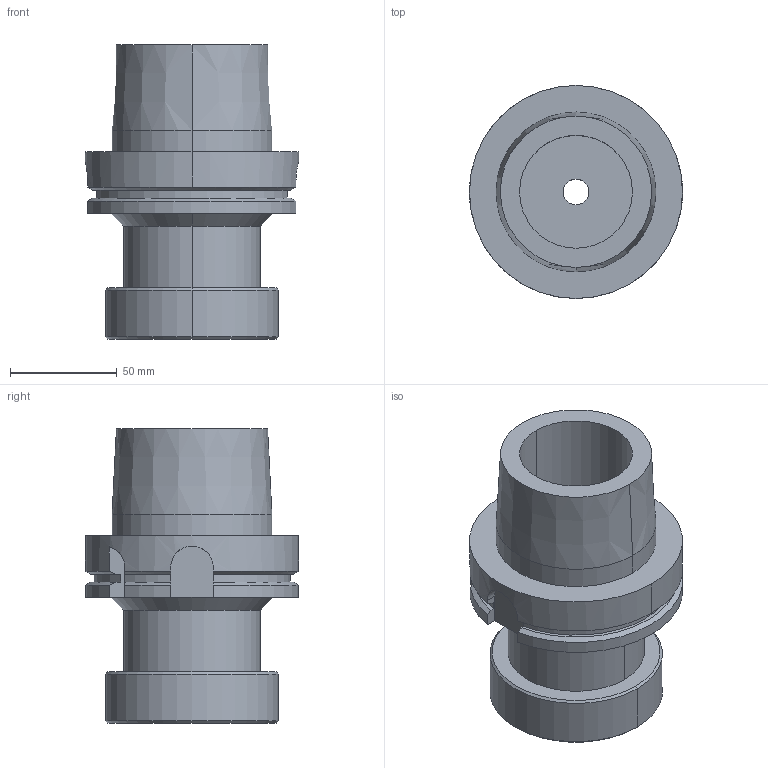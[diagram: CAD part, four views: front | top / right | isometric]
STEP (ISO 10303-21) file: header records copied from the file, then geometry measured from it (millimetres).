
FILE_DESCRIPTION((''),'2;1');
FILE_NAME('8432908155','2022-02-16T15:02:00',('thiemer'),(''),'CREO PARAMETRIC BY PTC INC, 2021164','CREO PARAMETRIC BY PTC INC, 2021164','');
FILE_SCHEMA(('AUTOMOTIVE_DESIGN { 1 0 10303 214 1 1 1 1 }'));
Length unit declared in the file: millimetre
Products named in the file (1): 8432908155
Bounding box: 100 x 100 x 138 mm (x, y, z)
Volume: 509617.2 mm3; surface area: 67218.3 mm2
Topology: 1 solids, 1 shells, 63 faces, 157 edges, 102 vertices
Faces by surface type: cylinder 26, plane 23, cone 14
Entity records: 2809 total; most frequent: CARTESIAN_POINT 459, DIRECTION 374, ORIENTED_EDGE 314, PRESENTATION_STYLE_ASSIGNMENT 169, STYLED_ITEM 169, CURVE_STYLE 168, EDGE_CURVE 157, AXIS2_PLACEMENT_3D 146
